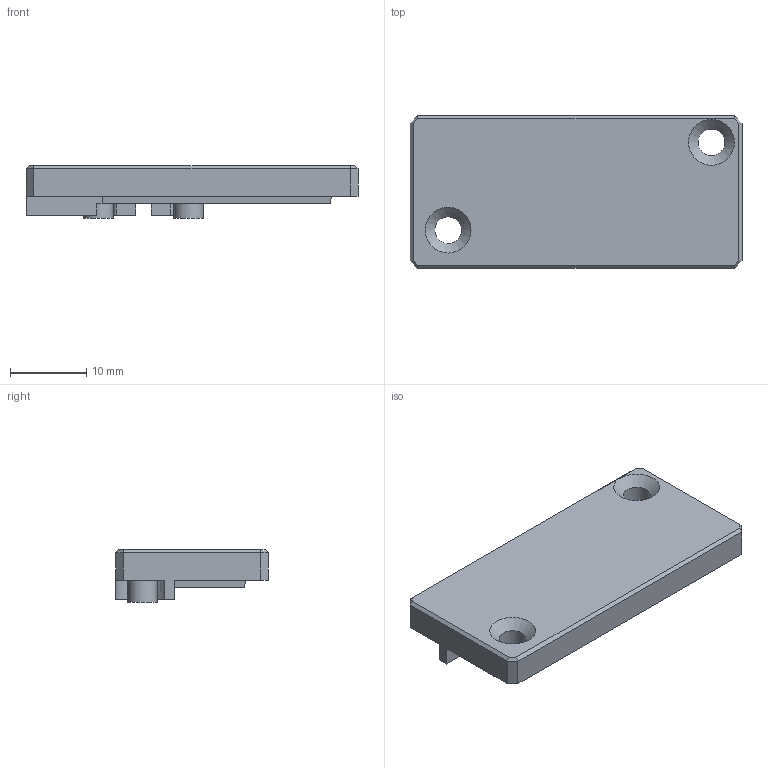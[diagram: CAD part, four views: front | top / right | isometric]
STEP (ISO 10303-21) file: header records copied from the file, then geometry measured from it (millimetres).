
FILE_DESCRIPTION(/* description */ (''),/* implementation_level */ '2;1');
FILE_NAME(/* name */ 'X Tensioner Cover.step',/* time_stamp */ '2024-05-06T20:25:58+08:00',/* author */ (''),/* organization */ (''),/* preprocessor_version */ 'ST-DEVELOPER v20',/* originating_system */ 'Autodesk Translation Framework v12.20.1.177',/* authorisation */ '');
FILE_SCHEMA (('AUTOMOTIVE_DESIGN { 1 0 10303 214 3 1 1 }'));
Length unit declared in the file: millimetre
Products named in the file (1): X Tensioner Cover
Bounding box: 43.5 x 20 x 6.9 mm (x, y, z)
Volume: 3830.6 mm3; surface area: 2541.5 mm2
Topology: 1 solids, 1 shells, 49 faces, 123 edges, 78 vertices
Faces by surface type: plane 39, cylinder 8, cone 2
Full cylindrical faces by diameter (mm): 3.5 x2, 3.9 x2
Entity records: 1491 total; most frequent: CARTESIAN_POINT 251, ORIENTED_EDGE 246, DIRECTION 245, EDGE_CURVE 123, LINE 101, VECTOR 101, VERTEX_POINT 78, AXIS2_PLACEMENT_3D 72
